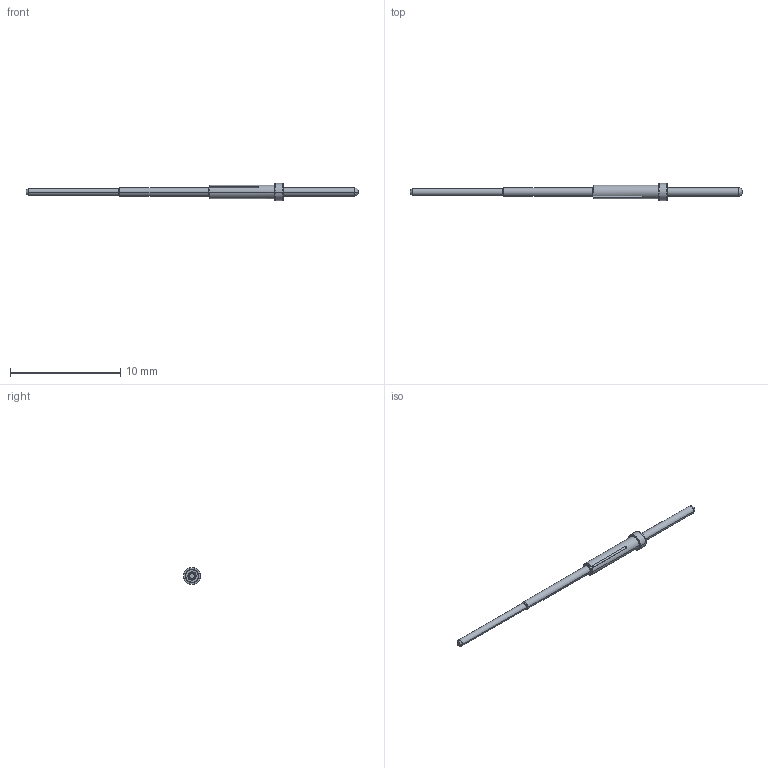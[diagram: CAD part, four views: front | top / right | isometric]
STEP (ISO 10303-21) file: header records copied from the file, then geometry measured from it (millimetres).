
FILE_DESCRIPTION((''),'2;1');
FILE_NAME('30202171709','2019-09-05T',('presta_be4'),(''),'PRO/ENGINEER BY PARAMETRIC TECHNOLOGY CORPORATION, 2014310','PRO/ENGINEER BY PARAMETRIC TECHNOLOGY CORPORATION, 2014310','');
FILE_SCHEMA(('CONFIG_CONTROL_DESIGN'));
Length unit declared in the file: millimetre
Products named in the file (1): 30202171709
Bounding box: 30.1 x 1.55 x 1.55 mm (x, y, z)
Volume: 16.1 mm3; surface area: 113.8 mm2
Topology: 1 solids, 1 shells, 53 faces, 134 edges, 82 vertices
Faces by surface type: cylinder 16, plane 15, torus 10, cone 10, bspline 2
Entity records: 1816 total; most frequent: CARTESIAN_POINT 479, DIRECTION 288, ORIENTED_EDGE 268, EDGE_CURVE 134, AXIS2_PLACEMENT_3D 119, VERTEX_POINT 82, CIRCLE 68, EDGE_LOOP 56
